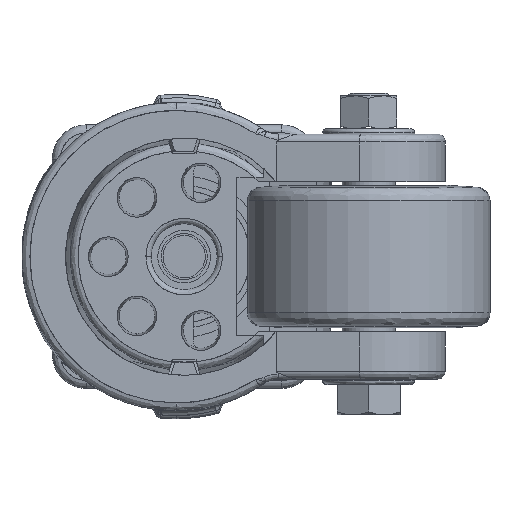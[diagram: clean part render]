
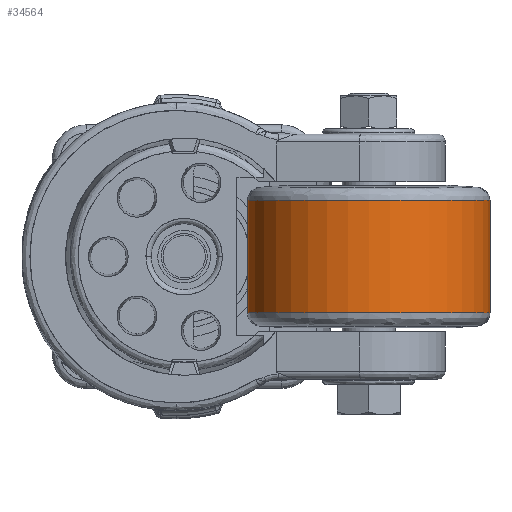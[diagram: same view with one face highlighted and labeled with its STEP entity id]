
A CAD part, front view. The second image highlights one B-rep face of the part: STEP entity #34564.
In plain terms, the highlighted cylindrical face has radius 46 mm (diameter 92 mm), a partial arc.
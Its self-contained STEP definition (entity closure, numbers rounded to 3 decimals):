
#498 = CARTESIAN_POINT ( 'NONE',  ( 70., 25., 36.757 ) ) ;
#859 = DIRECTION ( 'NONE',  ( 0., 0., -1. ) ) ;
#1346 = VERTEX_POINT ( 'NONE', #8784 ) ;
#3897 = CARTESIAN_POINT ( 'NONE',  ( 70., 25., 21.322 ) ) ;
#5036 = FACE_OUTER_BOUND ( 'NONE', #51222, .T. ) ;
#5104 = VECTOR ( 'NONE', #10663, 1000. ) ;
#5788 = VECTOR ( 'NONE', #859, 1000. ) ;
#5881 = CARTESIAN_POINT ( 'NONE',  ( 70., 25., -21.322 ) ) ;
#7882 = DIRECTION ( 'NONE',  ( 1., 0., 0. ) ) ;
#8784 = CARTESIAN_POINT ( 'NONE',  ( 116., 25., 21.322 ) ) ;
#9845 = DIRECTION ( 'NONE',  ( 1., 0., 0. ) ) ;
#10532 = ORIENTED_EDGE ( 'NONE', *, *, #19730, .T. ) ;
#10663 = DIRECTION ( 'NONE',  ( 0., 0., 1. ) ) ;
#12616 = CIRCLE ( 'NONE', #43517, 46. ) ;
#12838 = VERTEX_POINT ( 'NONE', #28018 ) ;
#12862 = AXIS2_PLACEMENT_3D ( 'NONE', #3897, #31557, #7882 ) ;
#15053 = ORIENTED_EDGE ( 'NONE', *, *, #47662, .T. ) ;
#15626 = LINE ( 'NONE', #26358, #5104 ) ;
#16284 = LINE ( 'NONE', #48141, #5788 ) ;
#19730 = EDGE_CURVE ( 'NONE', #12838, #37476, #12616, .T. ) ;
#21137 = CYLINDRICAL_SURFACE ( 'NONE', #49888, 46. ) ;
#21832 = ORIENTED_EDGE ( 'NONE', *, *, #44082, .T. ) ;
#22612 = EDGE_CURVE ( 'NONE', #37476, #1346, #15626, .T. ) ;
#24189 = DIRECTION ( 'NONE',  ( 0., 0., 1. ) ) ;
#24808 = VERTEX_POINT ( 'NONE', #31953 ) ;
#25260 = CIRCLE ( 'NONE', #12862, 46. ) ;
#26358 = CARTESIAN_POINT ( 'NONE',  ( 116., 25., 36.757 ) ) ;
#28018 = CARTESIAN_POINT ( 'NONE',  ( 24., 25., -21.322 ) ) ;
#28485 = DIRECTION ( 'NONE',  ( 1., 0., 0. ) ) ;
#31557 = DIRECTION ( 'NONE',  ( 0., 0., -1. ) ) ;
#31953 = CARTESIAN_POINT ( 'NONE',  ( 24., 25., 21.322 ) ) ;
#32024 = ORIENTED_EDGE ( 'NONE', *, *, #22612, .T. ) ;
#33523 = DIRECTION ( 'NONE',  ( 0., 0., 1. ) ) ;
#34564 = ADVANCED_FACE ( 'NONE', ( #5036 ), #21137, .T. ) ;
#37476 = VERTEX_POINT ( 'NONE', #39108 ) ;
#39108 = CARTESIAN_POINT ( 'NONE',  ( 116., 25., -21.322 ) ) ;
#43517 = AXIS2_PLACEMENT_3D ( 'NONE', #5881, #33523, #9845 ) ;
#44082 = EDGE_CURVE ( 'NONE', #24808, #12838, #16284, .T. ) ;
#47662 = EDGE_CURVE ( 'NONE', #1346, #24808, #25260, .T. ) ;
#48141 = CARTESIAN_POINT ( 'NONE',  ( 24., 25., 36.757 ) ) ;
#49888 = AXIS2_PLACEMENT_3D ( 'NONE', #498, #24189, #28485 ) ;
#51222 = EDGE_LOOP ( 'NONE', ( #32024, #15053, #21832, #10532 ) ) ;
